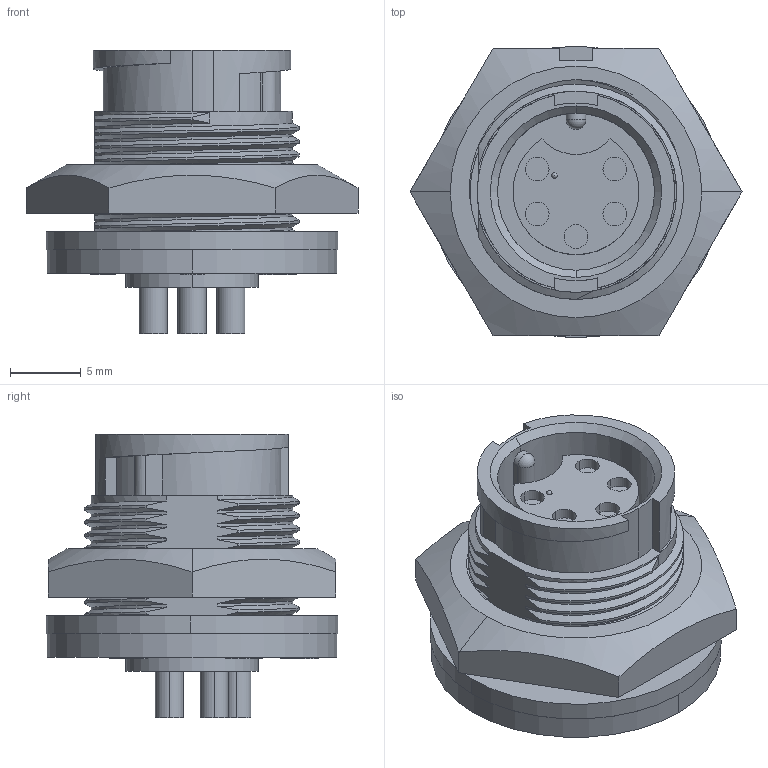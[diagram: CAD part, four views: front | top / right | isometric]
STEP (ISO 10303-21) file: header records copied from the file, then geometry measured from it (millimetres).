
FILE_DESCRIPTION (( 'STEP AP214' ), '1' );
FILE_NAME ('7280-5SG-300.STEP', '2012-08-17T20:23:50', ( 'J0FPBF1' ), ( '' ), 'SwSTEP 2.0', 'SolidWorks 2011', '' );
FILE_SCHEMA (( 'AUTOMOTIVE_DESIGN' ));
Length unit declared in the file: inch
Products named in the file (1): 7280-5SG-300
Bounding box: 23.46 x 20.62 x 20.04 mm (x, y, z)
Volume: 3208.1 mm3; surface area: 3068.9 mm2
Topology: 2 solids, 2 shells, 255 faces, 684 edges, 454 vertices
Faces by surface type: plane 95, cylinder 89, bspline 65, cone 4, sphere 2
Entity records: 15712 total; most frequent: CARTESIAN_POINT 10000, ORIENTED_EDGE 1360, DIRECTION 909, EDGE_CURVE 680, VERTEX_POINT 452, VECTOR 339, LINE 339, AXIS2_PLACEMENT_3D 285
